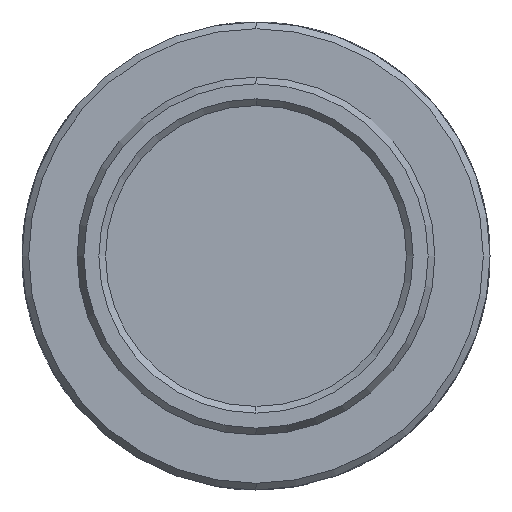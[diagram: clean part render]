
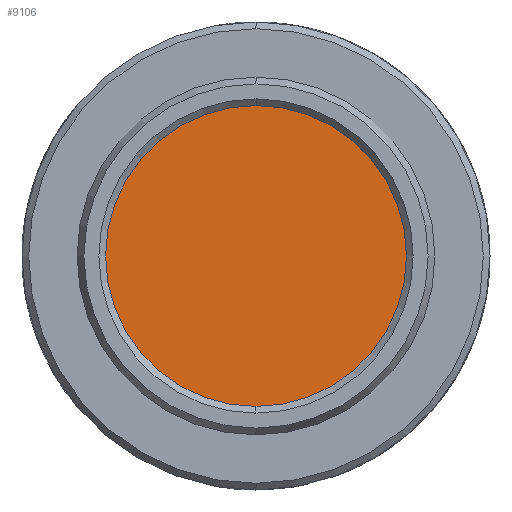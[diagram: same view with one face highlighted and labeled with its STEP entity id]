
A CAD part, left-side view. The second image highlights one B-rep face of the part: STEP entity #9106.
In plain terms, the highlighted planar face has unit normal (-1, 0, 0).
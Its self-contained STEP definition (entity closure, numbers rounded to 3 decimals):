
#1038 = VERTEX_POINT ( 'NONE', #2781 ) ;
#1265 = ORIENTED_EDGE ( 'NONE', *, *, #8866, .F. ) ;
#1866 = AXIS2_PLACEMENT_3D ( 'NONE', #2745, #3474, #8594 ) ;
#2745 = CARTESIAN_POINT ( 'NONE',  ( 2.794, 0., 0. ) ) ;
#2781 = CARTESIAN_POINT ( 'NONE',  ( 2.794, 0., 6.35 ) ) ;
#3012 = CARTESIAN_POINT ( 'NONE',  ( 2.794, 0., 0. ) ) ;
#3153 = CIRCLE ( 'NONE', #7432, 6.35 ) ;
#3395 = CARTESIAN_POINT ( 'NONE',  ( 2.794, 0., 0. ) ) ;
#3474 = DIRECTION ( 'NONE',  ( 1., 0., 0. ) ) ;
#3751 = DIRECTION ( 'NONE',  ( 0., 0., -1. ) ) ;
#4127 = DIRECTION ( 'NONE',  ( 0., 0., -1. ) ) ;
#4618 = CARTESIAN_POINT ( 'NONE',  ( 2.794, 0., -6.35 ) ) ;
#4850 = PLANE ( 'NONE',  #1866 ) ;
#5004 = VERTEX_POINT ( 'NONE', #4618 ) ;
#5324 = CIRCLE ( 'NONE', #6444, 6.35 ) ;
#5881 = FACE_OUTER_BOUND ( 'NONE', #8932, .T. ) ;
#6444 = AXIS2_PLACEMENT_3D ( 'NONE', #3395, #8515, #4127 ) ;
#7432 = AXIS2_PLACEMENT_3D ( 'NONE', #3012, #8123, #3751 ) ;
#8041 = ORIENTED_EDGE ( 'NONE', *, *, #8735, .F. ) ;
#8123 = DIRECTION ( 'NONE',  ( 1., 0., 0. ) ) ;
#8515 = DIRECTION ( 'NONE',  ( 1., 0., 0. ) ) ;
#8594 = DIRECTION ( 'NONE',  ( 0., 0., -1. ) ) ;
#8735 = EDGE_CURVE ( 'NONE', #5004, #1038, #5324, .T. ) ;
#8866 = EDGE_CURVE ( 'NONE', #1038, #5004, #3153, .T. ) ;
#8932 = EDGE_LOOP ( 'NONE', ( #8041, #1265 ) ) ;
#9106 = ADVANCED_FACE ( 'NONE', ( #5881 ), #4850, .F. ) ;
